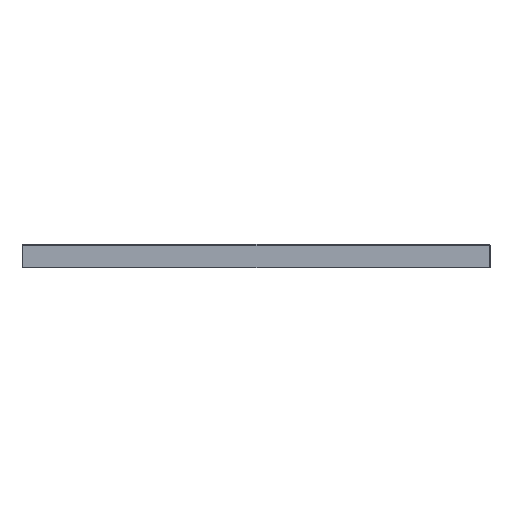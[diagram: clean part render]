
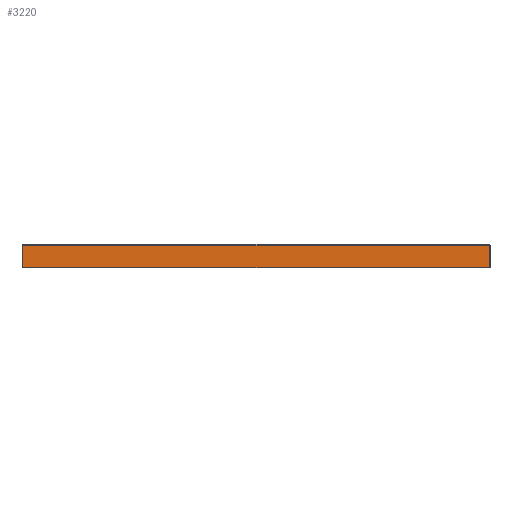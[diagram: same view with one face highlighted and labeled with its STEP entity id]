
A CAD part, left-side view. The second image highlights one B-rep face of the part: STEP entity #3220.
In plain terms, the highlighted planar face has unit normal (-1, 0, 0).
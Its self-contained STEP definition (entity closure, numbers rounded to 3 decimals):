
#903=PLANE('',#14005);
#1190=LINE('',#53263,#2166);
#1191=LINE('',#53265,#2167);
#1192=LINE('',#53267,#2168);
#2166=VECTOR('',#15196,1.);
#2167=VECTOR('',#15197,1.);
#2168=VECTOR('',#15198,1.);
#3220=ADVANCED_FACE('',(#4099),#903,.T.);
#4099=FACE_OUTER_BOUND('',#4822,.T.);
#4822=EDGE_LOOP('',(#6441,#6442,#6443,#6444,#6445));
#6441=ORIENTED_EDGE('',*,*,#11704,.T.);
#6442=ORIENTED_EDGE('',*,*,#11705,.T.);
#6443=ORIENTED_EDGE('',*,*,#11706,.T.);
#6444=ORIENTED_EDGE('',*,*,#11707,.F.);
#6445=ORIENTED_EDGE('',*,*,#11708,.T.);
#10391=VERTEX_POINT('',#53238);
#10392=VERTEX_POINT('',#53239);
#10393=VERTEX_POINT('',#53262);
#10394=VERTEX_POINT('',#53264);
#10395=VERTEX_POINT('',#53266);
#11704=EDGE_CURVE('',#10391,#10392,#13650,.T.);
#11705=EDGE_CURVE('',#10392,#10393,#13651,.T.);
#11706=EDGE_CURVE('',#10393,#10394,#1190,.T.);
#11707=EDGE_CURVE('',#10395,#10394,#1191,.T.);
#11708=EDGE_CURVE('',#10395,#10391,#1192,.T.);
#13650=B_SPLINE_CURVE_WITH_KNOTS('',3,(#53225,#53226,#53227,#53228,#53229,
#53230,#53231,#53232,#53233,#53234,#53235,#53236,#53237),.UNSPECIFIED.,
 .F.,.F.,(4,3,3,3,4),(0.,0.037,0.186,0.779,
1.),.UNSPECIFIED.);
#13651=B_SPLINE_CURVE_WITH_KNOTS('',3,(#53240,#53241,#53242,#53243,#53244,
#53245,#53246,#53247,#53248,#53249,#53250,#53251,#53252,#53253,#53254,#53255,
#53256,#53257,#53258,#53259,#53260,#53261),.UNSPECIFIED.,.F.,.F.,(4,3,3,
3,3,3,3,4),(0.,0.008,0.038,0.158,
0.64,0.814,0.963,1.),.UNSPECIFIED.);
#14005=AXIS2_PLACEMENT_3D('',#53268,#15199,#15200);
#15196=DIRECTION('',(0.,0.,-1.));
#15197=DIRECTION('',(0.,1.,0.));
#15198=DIRECTION('',(0.,0.,1.));
#15199=DIRECTION('',(-1.,0.,0.));
#15200=DIRECTION('',(0.,0.,1.));
#53225=CARTESIAN_POINT('',(-200.,-398.5,38.48));
#53226=CARTESIAN_POINT('',(-200.,-393.57,38.426));
#53227=CARTESIAN_POINT('',(-200.,-388.64,38.464));
#53228=CARTESIAN_POINT('',(-200.,-383.71,38.464));
#53229=CARTESIAN_POINT('',(-200.,-363.99,38.464));
#53230=CARTESIAN_POINT('',(-200.,-344.271,38.464));
#53231=CARTESIAN_POINT('',(-200.,-324.551,38.464));
#53232=CARTESIAN_POINT('',(-200.,-245.673,38.464));
#53233=CARTESIAN_POINT('',(-200.,-166.794,38.464));
#53234=CARTESIAN_POINT('',(-200.,-87.916,38.464));
#53235=CARTESIAN_POINT('',(-200.,-58.611,38.464));
#53236=CARTESIAN_POINT('',(-200.,-29.305,38.464));
#53237=CARTESIAN_POINT('',(-200.,0.,38.464));
#53238=CARTESIAN_POINT('',(-200.,-398.5,38.48));
#53239=CARTESIAN_POINT('',(-200.,0.,38.464));
#53240=CARTESIAN_POINT('',(-200.,0.,38.464));
#53241=CARTESIAN_POINT('',(-200.,1.,38.464));
#53242=CARTESIAN_POINT('',(-200.,2.,38.464));
#53243=CARTESIAN_POINT('',(-200.,3.,38.464));
#53244=CARTESIAN_POINT('',(-200.,7.,38.464));
#53245=CARTESIAN_POINT('',(-200.,11.,38.464));
#53246=CARTESIAN_POINT('',(-200.,15.,38.464));
#53247=CARTESIAN_POINT('',(-200.,31.,38.464));
#53248=CARTESIAN_POINT('',(-200.,47.,38.464));
#53249=CARTESIAN_POINT('',(-200.,63.,38.464));
#53250=CARTESIAN_POINT('',(-200.,127.,38.464));
#53251=CARTESIAN_POINT('',(-200.,191.,38.464));
#53252=CARTESIAN_POINT('',(-200.,255.,38.464));
#53253=CARTESIAN_POINT('',(-200.,278.184,38.464));
#53254=CARTESIAN_POINT('',(-200.,301.367,38.464));
#53255=CARTESIAN_POINT('',(-200.,324.551,38.464));
#53256=CARTESIAN_POINT('',(-200.,344.271,38.464));
#53257=CARTESIAN_POINT('',(-200.,363.99,38.464));
#53258=CARTESIAN_POINT('',(-200.,383.71,38.464));
#53259=CARTESIAN_POINT('',(-200.,388.64,38.464));
#53260=CARTESIAN_POINT('',(-200.,393.57,38.426));
#53261=CARTESIAN_POINT('',(-200.,398.5,38.48));
#53262=CARTESIAN_POINT('',(-200.,398.5,38.48));
#53263=CARTESIAN_POINT('',(-200.,398.5,39.));
#53264=CARTESIAN_POINT('',(-200.,398.5,0.));
#53265=CARTESIAN_POINT('',(-200.,-400.,0.));
#53266=CARTESIAN_POINT('',(-200.,-398.5,0.));
#53267=CARTESIAN_POINT('',(-200.,-398.5,39.));
#53268=CARTESIAN_POINT('',(-200.,-400.,39.));
